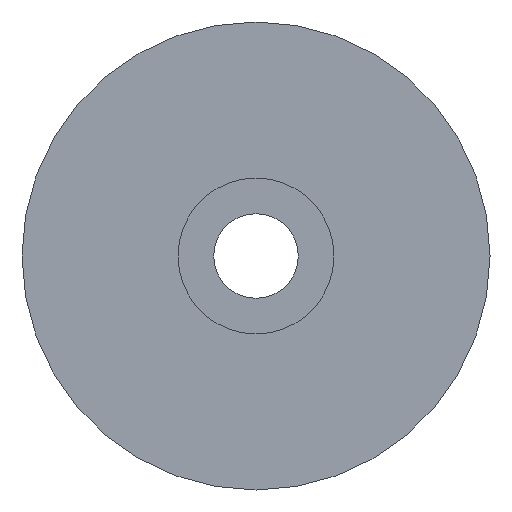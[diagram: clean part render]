
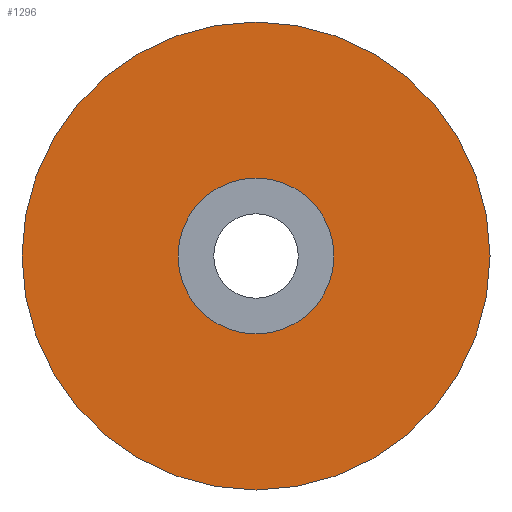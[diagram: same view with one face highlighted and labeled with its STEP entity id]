
A CAD part, front view. The second image highlights one B-rep face of the part: STEP entity #1296.
In plain terms, the highlighted planar face has unit normal (0, -1, 0).
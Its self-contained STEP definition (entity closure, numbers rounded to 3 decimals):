
#75 = CARTESIAN_POINT ( 'NONE',  ( -3.496, -5.941, 30. ) ) ;
#116 = CIRCLE ( 'NONE', #511, 6. ) ;
#155 = DIRECTION ( 'NONE',  ( 0., 0., 1. ) ) ;
#292 = EDGE_CURVE ( 'NONE', #582, #2288, #1238, .T. ) ;
#306 = ORIENTED_EDGE ( 'NONE', *, *, #292, .F. ) ;
#331 = AXIS2_PLACEMENT_3D ( 'NONE', #784, #1379, #2547 ) ;
#374 = CARTESIAN_POINT ( 'NONE',  ( -3.496, -5.941, 36. ) ) ;
#398 = DIRECTION ( 'NONE',  ( 0., -1., 0. ) ) ;
#511 = AXIS2_PLACEMENT_3D ( 'NONE', #2155, #398, #1288 ) ;
#582 = VERTEX_POINT ( 'NONE', #1252 ) ;
#690 = DIRECTION ( 'NONE',  ( 0., 1., 0. ) ) ;
#717 = EDGE_LOOP ( 'NONE', ( #306, #3117 ) ) ;
#784 = CARTESIAN_POINT ( 'NONE',  ( -3.496, -5.941, 36. ) ) ;
#929 = DIRECTION ( 'NONE',  ( 0., -1., 0. ) ) ;
#1238 = CIRCLE ( 'NONE', #331, 18. ) ;
#1252 = CARTESIAN_POINT ( 'NONE',  ( -3.496, -5.941, 18. ) ) ;
#1288 = DIRECTION ( 'NONE',  ( 0., 0., -1. ) ) ;
#1296 = ADVANCED_FACE ( 'NONE', ( #2137, #2319 ), #3621, .F. ) ;
#1379 = DIRECTION ( 'NONE',  ( 0., 1., 0. ) ) ;
#1391 = AXIS2_PLACEMENT_3D ( 'NONE', #2718, #929, #2706 ) ;
#1474 = CARTESIAN_POINT ( 'NONE',  ( -3.496, -5.941, 54. ) ) ;
#1807 = EDGE_CURVE ( 'NONE', #1810, #3472, #1966, .T. ) ;
#1810 = VERTEX_POINT ( 'NONE', #75 ) ;
#1893 = CARTESIAN_POINT ( 'NONE',  ( -3.496, -5.941, 42. ) ) ;
#1905 = CARTESIAN_POINT ( 'NONE',  ( -3.496, -5.941, 36. ) ) ;
#1966 = CIRCLE ( 'NONE', #1391, 6. ) ;
#2137 = FACE_BOUND ( 'NONE', #2850, .T. ) ;
#2155 = CARTESIAN_POINT ( 'NONE',  ( -3.496, -5.941, 36. ) ) ;
#2288 = VERTEX_POINT ( 'NONE', #1474 ) ;
#2319 = FACE_OUTER_BOUND ( 'NONE', #717, .T. ) ;
#2394 = CIRCLE ( 'NONE', #3236, 18. ) ;
#2547 = DIRECTION ( 'NONE',  ( 0., 0., 1. ) ) ;
#2582 = AXIS2_PLACEMENT_3D ( 'NONE', #1905, #690, #155 ) ;
#2694 = DIRECTION ( 'NONE',  ( 0., 0., 1. ) ) ;
#2706 = DIRECTION ( 'NONE',  ( 0., 0., -1. ) ) ;
#2718 = CARTESIAN_POINT ( 'NONE',  ( -3.496, -5.941, 36. ) ) ;
#2732 = DIRECTION ( 'NONE',  ( 0., 1., 0. ) ) ;
#2775 = ORIENTED_EDGE ( 'NONE', *, *, #1807, .F. ) ;
#2850 = EDGE_LOOP ( 'NONE', ( #2775, #3394 ) ) ;
#3117 = ORIENTED_EDGE ( 'NONE', *, *, #3174, .F. ) ;
#3174 = EDGE_CURVE ( 'NONE', #2288, #582, #2394, .T. ) ;
#3236 = AXIS2_PLACEMENT_3D ( 'NONE', #374, #2732, #2694 ) ;
#3337 = EDGE_CURVE ( 'NONE', #3472, #1810, #116, .T. ) ;
#3394 = ORIENTED_EDGE ( 'NONE', *, *, #3337, .F. ) ;
#3472 = VERTEX_POINT ( 'NONE', #1893 ) ;
#3621 = PLANE ( 'NONE',  #2582 ) ;
